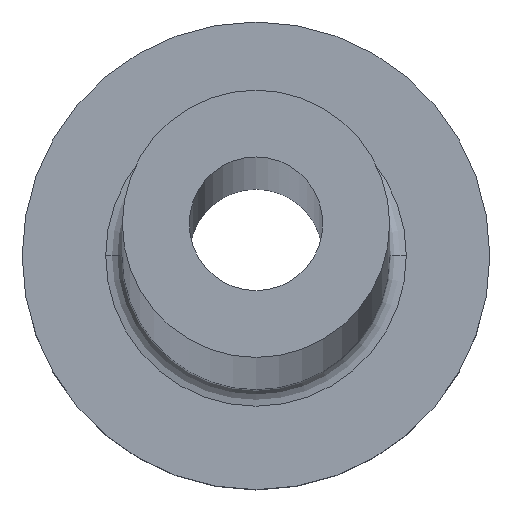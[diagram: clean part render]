
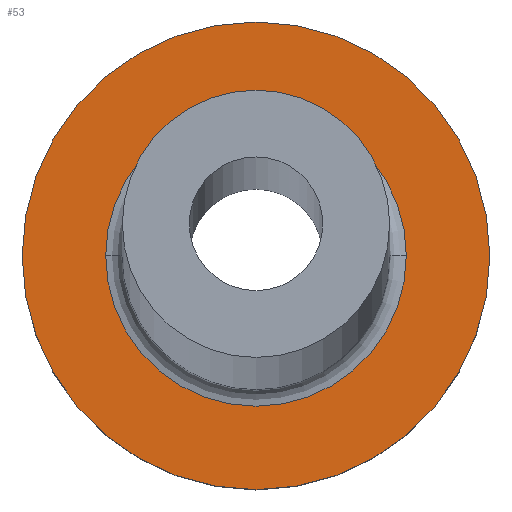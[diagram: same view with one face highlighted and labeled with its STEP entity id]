
A CAD part, top view. The second image highlights one B-rep face of the part: STEP entity #53.
In plain terms, the highlighted planar face has unit normal (0, 0, 1).
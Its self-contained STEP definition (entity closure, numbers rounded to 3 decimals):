
#7 = DIRECTION ( 'NONE',  ( 1., 0., 0. ) ) ;
#11 = CARTESIAN_POINT ( 'NONE',  ( 0., 0., 5. ) ) ;
#18 = EDGE_LOOP ( 'NONE', ( #283, #28 ) ) ;
#28 = ORIENTED_EDGE ( 'NONE', *, *, #58, .T. ) ;
#30 = CARTESIAN_POINT ( 'NONE',  ( 4.5, 0., 5. ) ) ;
#53 = ADVANCED_FACE ( 'NONE', ( #291, #327 ), #118, .T. ) ;
#55 = VERTEX_POINT ( 'NONE', #30 ) ;
#56 = CIRCLE ( 'NONE', #331, 4.5 ) ;
#57 = VERTEX_POINT ( 'NONE', #260 ) ;
#58 = EDGE_CURVE ( 'NONE', #110, #373, #171, .T. ) ;
#67 = DIRECTION ( 'NONE',  ( 0., 0., 1. ) ) ;
#84 = DIRECTION ( 'NONE',  ( 0., 0., 1. ) ) ;
#85 = CARTESIAN_POINT ( 'NONE',  ( 0., 0., 5. ) ) ;
#98 = DIRECTION ( 'NONE',  ( 1., 0., 0. ) ) ;
#110 = VERTEX_POINT ( 'NONE', #234 ) ;
#118 = PLANE ( 'NONE',  #207 ) ;
#123 = EDGE_CURVE ( 'NONE', #55, #57, #56, .T. ) ;
#134 = CIRCLE ( 'NONE', #242, 7. ) ;
#147 = CARTESIAN_POINT ( 'NONE',  ( 0., 0., 5. ) ) ;
#156 = CARTESIAN_POINT ( 'NONE',  ( 0., 0., 5. ) ) ;
#166 = ORIENTED_EDGE ( 'NONE', *, *, #123, .T. ) ;
#168 = EDGE_LOOP ( 'NONE', ( #166, #344 ) ) ;
#171 = CIRCLE ( 'NONE', #288, 7. ) ;
#174 = DIRECTION ( 'NONE',  ( 0., 0., 1. ) ) ;
#179 = DIRECTION ( 'NONE',  ( 0., 0., -1. ) ) ;
#180 = CARTESIAN_POINT ( 'NONE',  ( 0., 0., 5. ) ) ;
#186 = DIRECTION ( 'NONE',  ( 0., 0., -1. ) ) ;
#204 = EDGE_CURVE ( 'NONE', #373, #110, #134, .T. ) ;
#207 = AXIS2_PLACEMENT_3D ( 'NONE', #180, #84, #7 ) ;
#210 = DIRECTION ( 'NONE',  ( 1., 0., 0. ) ) ;
#211 = DIRECTION ( 'NONE',  ( 1., 0., 0. ) ) ;
#234 = CARTESIAN_POINT ( 'NONE',  ( 7., 0., 5. ) ) ;
#242 = AXIS2_PLACEMENT_3D ( 'NONE', #156, #67, #211 ) ;
#246 = CARTESIAN_POINT ( 'NONE',  ( -7., 0., 5. ) ) ;
#260 = CARTESIAN_POINT ( 'NONE',  ( -4.5, 0., 5. ) ) ;
#283 = ORIENTED_EDGE ( 'NONE', *, *, #204, .T. ) ;
#288 = AXIS2_PLACEMENT_3D ( 'NONE', #85, #174, #210 ) ;
#291 = FACE_BOUND ( 'NONE', #168, .T. ) ;
#303 = CIRCLE ( 'NONE', #332, 4.5 ) ;
#314 = EDGE_CURVE ( 'NONE', #57, #55, #303, .T. ) ;
#327 = FACE_OUTER_BOUND ( 'NONE', #18, .T. ) ;
#331 = AXIS2_PLACEMENT_3D ( 'NONE', #147, #179, #357 ) ;
#332 = AXIS2_PLACEMENT_3D ( 'NONE', #11, #186, #98 ) ;
#344 = ORIENTED_EDGE ( 'NONE', *, *, #314, .T. ) ;
#357 = DIRECTION ( 'NONE',  ( 1., 0., 0. ) ) ;
#373 = VERTEX_POINT ( 'NONE', #246 ) ;
